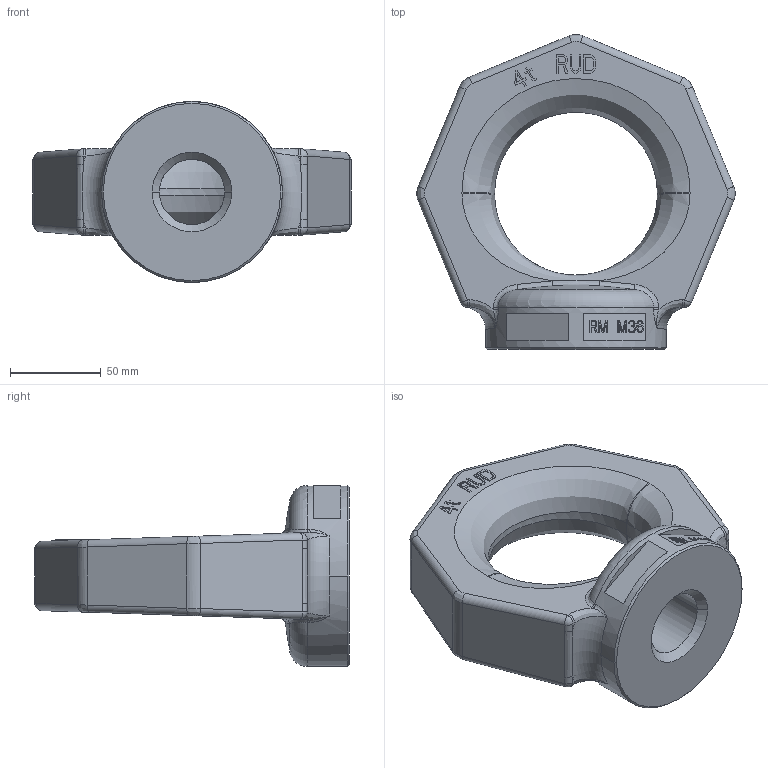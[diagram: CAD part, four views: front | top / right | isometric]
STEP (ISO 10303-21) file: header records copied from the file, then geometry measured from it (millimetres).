
FILE_DESCRIPTION((''),'2;1');
FILE_NAME('001-M31470-P-1','2004-10-07T',('Leichs'),(''),'PRO/ENGINEER BY PARAMETRIC TECHNOLOGY CORPORATION, 2001400','PRO/ENGINEER BY PARAMETRIC TECHNOLOGY CORPORATION, 2001400','');
FILE_SCHEMA(('CONFIG_CONTROL_DESIGN'));
Length unit declared in the file: millimetre
Products named in the file (1): 001-M31470-P-1
Bounding box: 175.84 x 173.92 x 100 mm (x, y, z)
Volume: 752634.8 mm3; surface area: 74730.9 mm2
Topology: 1 solids, 1 shells, 401 faces, 1083 edges, 699 vertices
Faces by surface type: plane 314, bspline 42, cylinder 31, cone 6, sphere 4, torus 4
Entity records: 15721 total; most frequent: CARTESIAN_POINT 5905, ORIENTED_EDGE 2166, DIRECTION 1789, EDGE_CURVE 1083, VECTOR 911, LINE 911, VERTEX_POINT 699, AXIS2_PLACEMENT_3D 439
